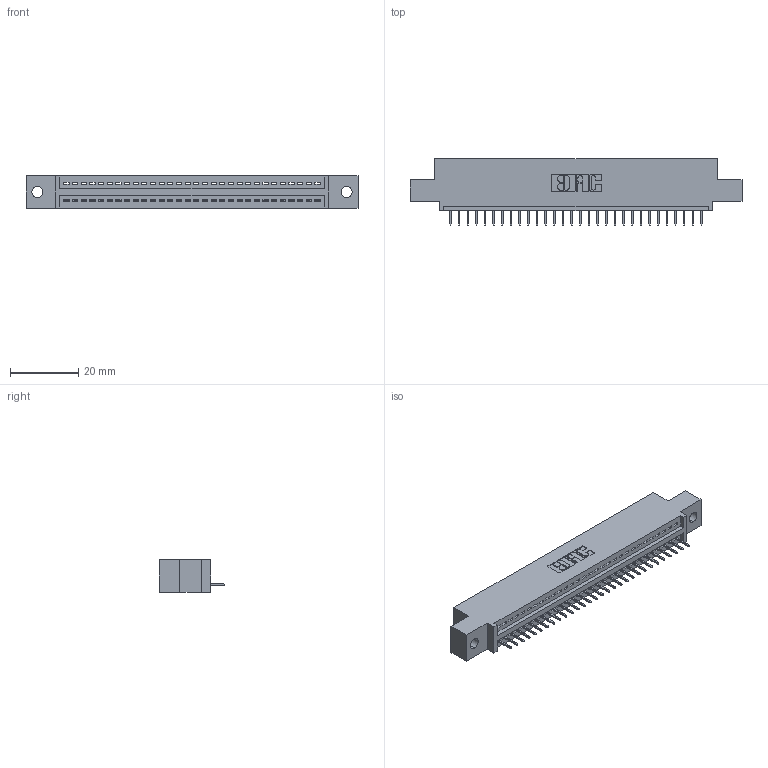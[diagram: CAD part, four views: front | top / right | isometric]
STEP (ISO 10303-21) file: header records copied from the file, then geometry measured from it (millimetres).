
FILE_DESCRIPTION (( 'STEP AP203' ), '1' );
FILE_NAME ('395-030-524-402.STEP', '2019-10-19T06:56:06', ( '' ), ( '' ), 'SwSTEP 2.0', 'SolidWorks 2016', '' );
FILE_SCHEMA (( 'CONFIG_CONTROL_DESIGN' ));
Length unit declared in the file: inch
Products named in the file (3): 395-030-524-402; 345 Part_0.110 Offset - 0.128 Dia; 345-292-001_345-293-124
Assembly tree (31 placements, depth 2):
  395-030-524-402
    345 Part_0.110 Offset - 0.128 Dia
    345-292-001_345-293-124  x30
Bounding box: 97.41 x 19.35 x 9.4 mm (x, y, z)
Volume: 8925.2 mm3; surface area: 11129.1 mm2
Topology: 31 solids, 31 shells, 1990 faces, 5753 edges, 3714 vertices
Faces by surface type: plane 1464, cylinder 526
Entity records: 24403 total; most frequent: CARTESIAN_POINT 4234, ORIENTED_EDGE 4198, DIRECTION 3715, EDGE_CURVE 2099, VECTOR 1851, LINE 1851, VERTEX_POINT 1394, AXIS2_PLACEMENT_3D 932
